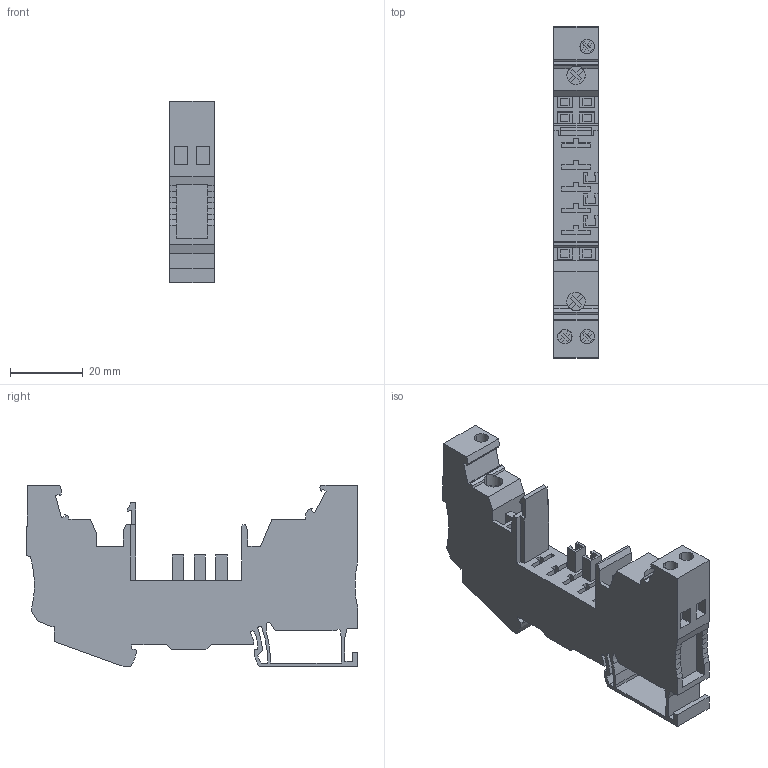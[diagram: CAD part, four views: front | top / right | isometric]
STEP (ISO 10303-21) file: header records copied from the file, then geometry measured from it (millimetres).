
FILE_DESCRIPTION(('Creo Elements/Direct Modeling STEP Export'),'2;1');
FILE_NAME('model.stp','2020-03-30T10:03:06',(''),(''),'Creo Elements/Direct Modeling STEP processor for AP214 (Solid Model)','Creo Elements/Direct Modeling 20.1A 29-Sep-2018 (C) Parametric Technology GmbH','');
FILE_SCHEMA(('AUTOMOTIVE_DESIGN { 1 0 10303 214 1 1 1 1 }'));
Length unit declared in the file: millimetre
Products named in the file (2): CB_1_10_1_10_UT_BE-select
Assembly tree (1 placements, depth 2):
  CB_1_10_1_10_UT_BE-select
    CB_1_10_1_10_UT_BE-select
Bounding box: 12.3 x 91.5 x 50 mm (x, y, z)
Volume: 30552.3 mm3; surface area: 14525.8 mm2
Topology: 1 solids, 1 shells, 408 faces, 1161 edges, 774 vertices
Faces by surface type: plane 386, cylinder 22
Entity records: 15600 total; most frequent: ORIENTED_EDGE 2322, CARTESIAN_POINT 2211, DIRECTION 1841, EDGE_CURVE 1161, VECTOR 1033, LINE 1033, VERTEX_POINT 774, EDGE_LOOP 431
